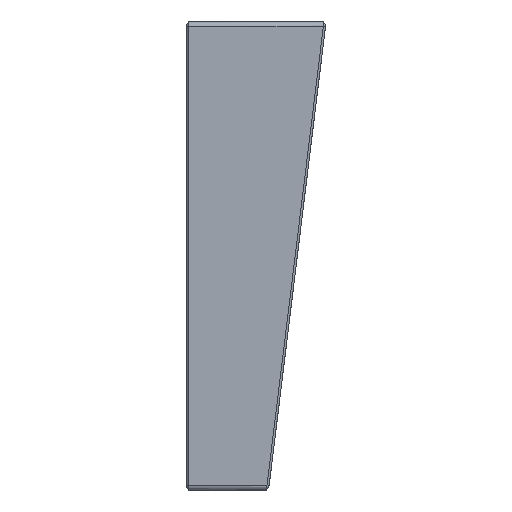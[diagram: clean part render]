
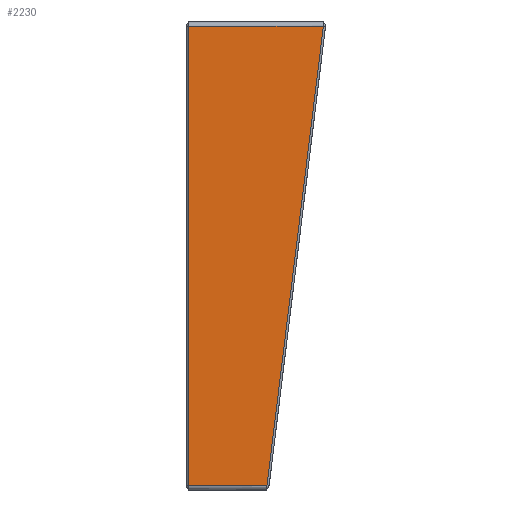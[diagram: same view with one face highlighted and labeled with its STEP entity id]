
A CAD part, left-side view. The second image highlights one B-rep face of the part: STEP entity #2230.
In plain terms, the highlighted planar face has unit normal (-1, 0, 0).
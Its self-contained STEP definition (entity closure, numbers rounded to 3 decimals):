
#27=B_SPLINE_CURVE_WITH_KNOTS('',3,(#3641,#3642,#3643,#3644),
 .UNSPECIFIED.,.F.,.F.,(4,4),(-1.571,-1.51),
 .UNSPECIFIED.);
#134=PLANE('',#2461);
#241=FACE_OUTER_BOUND('',#388,.T.);
#388=EDGE_LOOP('',(#1852,#1853,#1854,#1855,#1856));
#574=LINE('',#3617,#765);
#578=LINE('',#3626,#769);
#579=LINE('',#3639,#770);
#580=LINE('',#3645,#771);
#765=VECTOR('',#2987,10.);
#769=VECTOR('',#2995,10.);
#770=VECTOR('',#2998,10.);
#771=VECTOR('',#2999,10.);
#1065=VERTEX_POINT('',#3589);
#1071=VERTEX_POINT('',#3613);
#1074=VERTEX_POINT('',#3625);
#1076=VERTEX_POINT('',#3638);
#1077=VERTEX_POINT('',#3640);
#1344=EDGE_CURVE('',#1065,#1071,#574,.T.);
#1348=EDGE_CURVE('',#1071,#1074,#578,.T.);
#1351=EDGE_CURVE('',#1076,#1065,#579,.T.);
#1352=EDGE_CURVE('',#1077,#1076,#27,.T.);
#1353=EDGE_CURVE('',#1074,#1077,#580,.T.);
#1852=ORIENTED_EDGE('',*,*,#1344,.F.);
#1853=ORIENTED_EDGE('',*,*,#1351,.F.);
#1854=ORIENTED_EDGE('',*,*,#1352,.F.);
#1855=ORIENTED_EDGE('',*,*,#1353,.F.);
#1856=ORIENTED_EDGE('',*,*,#1348,.F.);
#2230=ADVANCED_FACE('',(#241),#134,.T.);
#2461=AXIS2_PLACEMENT_3D('',#3637,#2996,#2997);
#2987=DIRECTION('',(0.,0.,1.));
#2995=DIRECTION('',(0.,-1.,0.));
#2996=DIRECTION('center_axis',(-1.,0.,0.));
#2997=DIRECTION('ref_axis',(0.,0.,1.));
#2998=DIRECTION('',(0.,1.,0.));
#2999=DIRECTION('',(0.,0.122,-0.993));
#3589=CARTESIAN_POINT('',(-155.05,31.5,-53.1));
#3613=CARTESIAN_POINT('',(-155.05,31.5,53.1));
#3617=CARTESIAN_POINT('',(-155.05,31.5,-27.05));
#3625=CARTESIAN_POINT('',(-155.05,0.301,53.1));
#3626=CARTESIAN_POINT('',(-155.05,0.,53.1));
#3637=CARTESIAN_POINT('Origin',(-155.05,0.,-54.1));
#3638=CARTESIAN_POINT('',(-155.05,13.341,-53.1));
#3639=CARTESIAN_POINT('',(-155.05,0.,-53.1));
#3640=CARTESIAN_POINT('',(-155.05,13.333,-53.039));
#3641=CARTESIAN_POINT('Ctrl Pts',(-155.05,13.333,-53.039));
#3642=CARTESIAN_POINT('Ctrl Pts',(-155.05,13.336,-53.059));
#3643=CARTESIAN_POINT('Ctrl Pts',(-155.05,13.338,-53.08));
#3644=CARTESIAN_POINT('Ctrl Pts',(-155.05,13.341,-53.1));
#3645=CARTESIAN_POINT('',(-155.05,6.88,-0.48));
